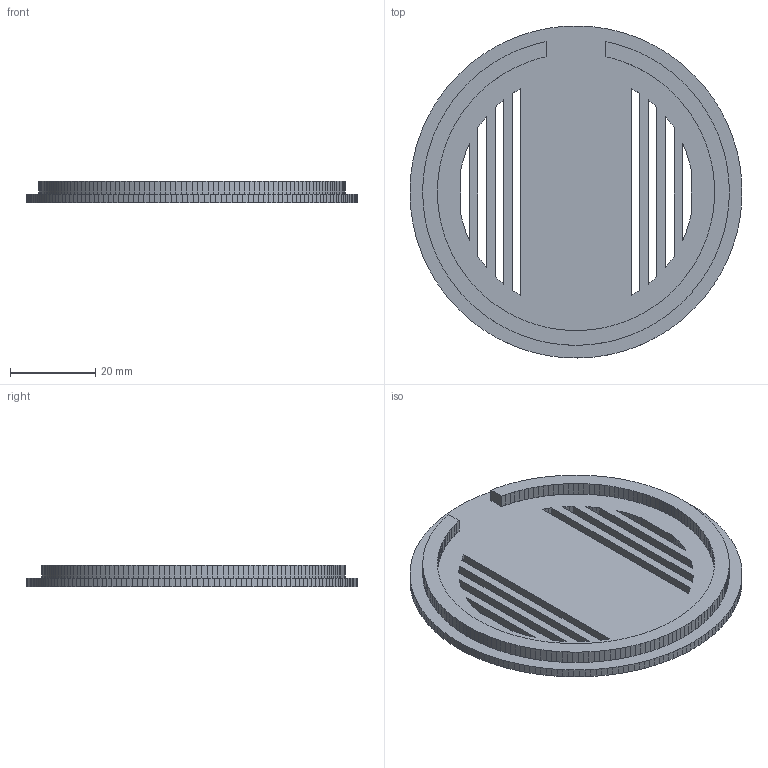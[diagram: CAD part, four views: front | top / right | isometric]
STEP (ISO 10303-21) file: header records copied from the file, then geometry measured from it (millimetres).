
FILE_DESCRIPTION(('FreeCAD Model'),'2;1');
FILE_NAME('baseplate-w-cooling-vents.step','2019-12-20T18:56:05',('Author'),(''), 'Open CASCADE STEP processor 7.3','FreeCAD','Unknown');
FILE_SCHEMA(('AUTOMOTIVE_DESIGN { 1 0 10303 214 1 1 1 1 }'));
Length unit declared in the file: millimetre
Products named in the file (1): baseplate_w_cooling_vents002
Bounding box: 77.89 x 77.9 x 5 mm (x, y, z)
Surface area: 11357.2 mm2 (no closed solid volume)
Topology: 0 solids, 1 shells, 599 faces, 1788 edges, 1192 vertices
Faces by surface type: plane 599
Entity records: 19755 total; most frequent: CARTESIAN_POINT 3580, ORIENTED_EDGE 3576, DIRECTION 2988, EDGE_CURVE 1788, LINE 1788, VECTOR 1788, VERTEX_POINT 1192, FACE_BOUND 616
